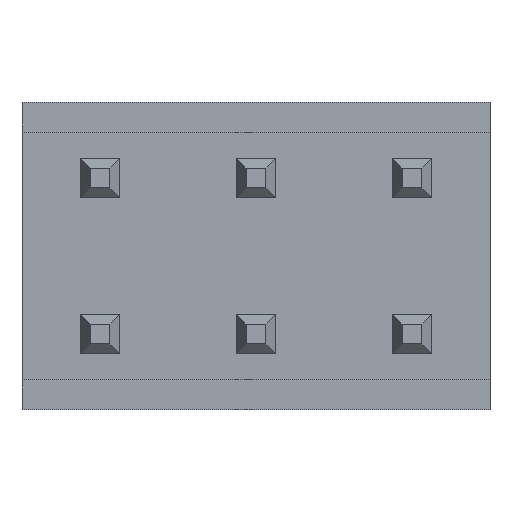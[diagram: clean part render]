
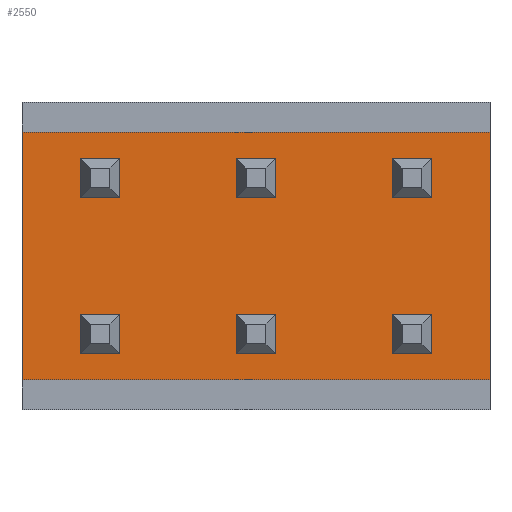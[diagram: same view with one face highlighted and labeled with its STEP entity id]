
A CAD part, front view. The second image highlights one B-rep face of the part: STEP entity #2550.
In plain terms, the highlighted planar face has unit normal (0, -1, 0).
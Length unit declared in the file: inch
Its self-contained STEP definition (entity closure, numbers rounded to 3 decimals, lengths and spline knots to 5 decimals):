
#35=FACE_BOUND('',#207,.T.);
#36=FACE_BOUND('',#208,.T.);
#37=FACE_BOUND('',#209,.T.);
#38=FACE_BOUND('',#210,.T.);
#39=FACE_BOUND('',#211,.T.);
#40=FACE_BOUND('',#212,.T.);
#56=FACE_OUTER_BOUND('',#206,.T.);
#206=EDGE_LOOP('',(#1683,#1684,#1685,#1686));
#207=EDGE_LOOP('',(#1687,#1688,#1689,#1690));
#208=EDGE_LOOP('',(#1691,#1692,#1693,#1694));
#209=EDGE_LOOP('',(#1695,#1696,#1697,#1698));
#210=EDGE_LOOP('',(#1699,#1700,#1701,#1702));
#211=EDGE_LOOP('',(#1703,#1704,#1705,#1706));
#212=EDGE_LOOP('',(#1707,#1708,#1709,#1710));
#376=LINE('',#3619,#736);
#379=LINE('',#3625,#739);
#380=LINE('',#3627,#740);
#381=LINE('',#3628,#741);
#382=LINE('',#3631,#742);
#383=LINE('',#3633,#743);
#384=LINE('',#3635,#744);
#385=LINE('',#3636,#745);
#386=LINE('',#3639,#746);
#387=LINE('',#3641,#747);
#388=LINE('',#3643,#748);
#389=LINE('',#3644,#749);
#390=LINE('',#3647,#750);
#391=LINE('',#3649,#751);
#392=LINE('',#3651,#752);
#393=LINE('',#3652,#753);
#394=LINE('',#3655,#754);
#395=LINE('',#3657,#755);
#396=LINE('',#3659,#756);
#397=LINE('',#3660,#757);
#398=LINE('',#3663,#758);
#399=LINE('',#3665,#759);
#400=LINE('',#3667,#760);
#401=LINE('',#3668,#761);
#402=LINE('',#3671,#762);
#403=LINE('',#3673,#763);
#404=LINE('',#3675,#764);
#405=LINE('',#3676,#765);
#736=VECTOR('',#2945,0.3937);
#739=VECTOR('',#2950,0.3937);
#740=VECTOR('',#2951,0.3937);
#741=VECTOR('',#2952,0.3937);
#742=VECTOR('',#2953,0.3937);
#743=VECTOR('',#2954,0.3937);
#744=VECTOR('',#2955,0.3937);
#745=VECTOR('',#2956,0.3937);
#746=VECTOR('',#2957,0.3937);
#747=VECTOR('',#2958,0.3937);
#748=VECTOR('',#2959,0.3937);
#749=VECTOR('',#2960,0.3937);
#750=VECTOR('',#2961,0.3937);
#751=VECTOR('',#2962,0.3937);
#752=VECTOR('',#2963,0.3937);
#753=VECTOR('',#2964,0.3937);
#754=VECTOR('',#2965,0.3937);
#755=VECTOR('',#2966,0.3937);
#756=VECTOR('',#2967,0.3937);
#757=VECTOR('',#2968,0.3937);
#758=VECTOR('',#2969,0.3937);
#759=VECTOR('',#2970,0.3937);
#760=VECTOR('',#2971,0.3937);
#761=VECTOR('',#2972,0.3937);
#762=VECTOR('',#2973,0.3937);
#763=VECTOR('',#2974,0.3937);
#764=VECTOR('',#2975,0.3937);
#765=VECTOR('',#2976,0.3937);
#1095=VERTEX_POINT('',#3615);
#1097=VERTEX_POINT('',#3618);
#1099=VERTEX_POINT('',#3624);
#1100=VERTEX_POINT('',#3626);
#1101=VERTEX_POINT('',#3629);
#1102=VERTEX_POINT('',#3630);
#1103=VERTEX_POINT('',#3632);
#1104=VERTEX_POINT('',#3634);
#1105=VERTEX_POINT('',#3637);
#1106=VERTEX_POINT('',#3638);
#1107=VERTEX_POINT('',#3640);
#1108=VERTEX_POINT('',#3642);
#1109=VERTEX_POINT('',#3645);
#1110=VERTEX_POINT('',#3646);
#1111=VERTEX_POINT('',#3648);
#1112=VERTEX_POINT('',#3650);
#1113=VERTEX_POINT('',#3653);
#1114=VERTEX_POINT('',#3654);
#1115=VERTEX_POINT('',#3656);
#1116=VERTEX_POINT('',#3658);
#1117=VERTEX_POINT('',#3661);
#1118=VERTEX_POINT('',#3662);
#1119=VERTEX_POINT('',#3664);
#1120=VERTEX_POINT('',#3666);
#1121=VERTEX_POINT('',#3669);
#1122=VERTEX_POINT('',#3670);
#1123=VERTEX_POINT('',#3672);
#1124=VERTEX_POINT('',#3674);
#1320=EDGE_CURVE('',#1095,#1097,#376,.T.);
#1323=EDGE_CURVE('',#1099,#1095,#379,.T.);
#1324=EDGE_CURVE('',#1099,#1100,#380,.T.);
#1325=EDGE_CURVE('',#1097,#1100,#381,.T.);
#1326=EDGE_CURVE('',#1101,#1102,#382,.T.);
#1327=EDGE_CURVE('',#1103,#1101,#383,.T.);
#1328=EDGE_CURVE('',#1104,#1103,#384,.T.);
#1329=EDGE_CURVE('',#1102,#1104,#385,.T.);
#1330=EDGE_CURVE('',#1105,#1106,#386,.T.);
#1331=EDGE_CURVE('',#1107,#1105,#387,.T.);
#1332=EDGE_CURVE('',#1108,#1107,#388,.T.);
#1333=EDGE_CURVE('',#1106,#1108,#389,.T.);
#1334=EDGE_CURVE('',#1109,#1110,#390,.T.);
#1335=EDGE_CURVE('',#1111,#1109,#391,.T.);
#1336=EDGE_CURVE('',#1112,#1111,#392,.T.);
#1337=EDGE_CURVE('',#1110,#1112,#393,.T.);
#1338=EDGE_CURVE('',#1113,#1114,#394,.T.);
#1339=EDGE_CURVE('',#1115,#1113,#395,.T.);
#1340=EDGE_CURVE('',#1116,#1115,#396,.T.);
#1341=EDGE_CURVE('',#1114,#1116,#397,.T.);
#1342=EDGE_CURVE('',#1117,#1118,#398,.T.);
#1343=EDGE_CURVE('',#1119,#1117,#399,.T.);
#1344=EDGE_CURVE('',#1120,#1119,#400,.T.);
#1345=EDGE_CURVE('',#1118,#1120,#401,.T.);
#1346=EDGE_CURVE('',#1121,#1122,#402,.T.);
#1347=EDGE_CURVE('',#1123,#1121,#403,.T.);
#1348=EDGE_CURVE('',#1124,#1123,#404,.T.);
#1349=EDGE_CURVE('',#1122,#1124,#405,.T.);
#1683=ORIENTED_EDGE('',*,*,#1323,.F.);
#1684=ORIENTED_EDGE('',*,*,#1324,.T.);
#1685=ORIENTED_EDGE('',*,*,#1325,.F.);
#1686=ORIENTED_EDGE('',*,*,#1320,.F.);
#1687=ORIENTED_EDGE('',*,*,#1326,.F.);
#1688=ORIENTED_EDGE('',*,*,#1327,.F.);
#1689=ORIENTED_EDGE('',*,*,#1328,.F.);
#1690=ORIENTED_EDGE('',*,*,#1329,.F.);
#1691=ORIENTED_EDGE('',*,*,#1330,.F.);
#1692=ORIENTED_EDGE('',*,*,#1331,.F.);
#1693=ORIENTED_EDGE('',*,*,#1332,.F.);
#1694=ORIENTED_EDGE('',*,*,#1333,.F.);
#1695=ORIENTED_EDGE('',*,*,#1334,.F.);
#1696=ORIENTED_EDGE('',*,*,#1335,.F.);
#1697=ORIENTED_EDGE('',*,*,#1336,.F.);
#1698=ORIENTED_EDGE('',*,*,#1337,.F.);
#1699=ORIENTED_EDGE('',*,*,#1338,.F.);
#1700=ORIENTED_EDGE('',*,*,#1339,.F.);
#1701=ORIENTED_EDGE('',*,*,#1340,.F.);
#1702=ORIENTED_EDGE('',*,*,#1341,.F.);
#1703=ORIENTED_EDGE('',*,*,#1342,.F.);
#1704=ORIENTED_EDGE('',*,*,#1343,.F.);
#1705=ORIENTED_EDGE('',*,*,#1344,.F.);
#1706=ORIENTED_EDGE('',*,*,#1345,.F.);
#1707=ORIENTED_EDGE('',*,*,#1346,.F.);
#1708=ORIENTED_EDGE('',*,*,#1347,.F.);
#1709=ORIENTED_EDGE('',*,*,#1348,.F.);
#1710=ORIENTED_EDGE('',*,*,#1349,.F.);
#2400=PLANE('',#2784);
#2550=ADVANCED_FACE('',(#56,#35,#36,#37,#38,#39,#40),#2400,.F.);
#2784=AXIS2_PLACEMENT_3D('',#3623,#2948,#2949);
#2945=DIRECTION('',(-1.,0.,0.));
#2948=DIRECTION('center_axis',(0.,1.,0.));
#2949=DIRECTION('ref_axis',(0.,0.,-1.));
#2950=DIRECTION('',(0.,0.,-1.));
#2951=DIRECTION('',(-1.,0.,0.));
#2952=DIRECTION('',(0.,0.,1.));
#2953=DIRECTION('',(0.,0.,-1.));
#2954=DIRECTION('',(-1.,0.,0.));
#2955=DIRECTION('',(0.,0.,1.));
#2956=DIRECTION('',(1.,0.,0.));
#2957=DIRECTION('',(0.,0.,-1.));
#2958=DIRECTION('',(-1.,0.,0.));
#2959=DIRECTION('',(0.,0.,1.));
#2960=DIRECTION('',(1.,0.,0.));
#2961=DIRECTION('',(0.,0.,-1.));
#2962=DIRECTION('',(-1.,0.,0.));
#2963=DIRECTION('',(0.,0.,1.));
#2964=DIRECTION('',(1.,0.,0.));
#2965=DIRECTION('',(0.,0.,-1.));
#2966=DIRECTION('',(-1.,0.,0.));
#2967=DIRECTION('',(0.,0.,1.));
#2968=DIRECTION('',(1.,0.,0.));
#2969=DIRECTION('',(0.,0.,-1.));
#2970=DIRECTION('',(-1.,0.,0.));
#2971=DIRECTION('',(0.,0.,1.));
#2972=DIRECTION('',(1.,0.,0.));
#2973=DIRECTION('',(0.,0.,-1.));
#2974=DIRECTION('',(-1.,0.,0.));
#2975=DIRECTION('',(0.,0.,1.));
#2976=DIRECTION('',(1.,0.,0.));
#3615=CARTESIAN_POINT('',(0.11811,0.01,-0.0625));
#3618=CARTESIAN_POINT('',(-0.11811,0.01,-0.0625));
#3619=CARTESIAN_POINT('',(0.11811,0.01,-0.0625));
#3623=CARTESIAN_POINT('Origin',(0.11811,0.01,0.0625));
#3624=CARTESIAN_POINT('',(0.11811,0.01,0.0625));
#3625=CARTESIAN_POINT('',(0.11811,0.01,0.07));
#3626=CARTESIAN_POINT('',(-0.11811,0.01,0.0625));
#3627=CARTESIAN_POINT('',(0.11811,0.01,0.0625));
#3628=CARTESIAN_POINT('',(-0.11811,0.01,-0.0075));
#3629=CARTESIAN_POINT('',(-0.08874,0.01,0.04937));
#3630=CARTESIAN_POINT('',(-0.08874,0.01,0.02937));
#3631=CARTESIAN_POINT('',(-0.08874,0.01,0.04594));
#3632=CARTESIAN_POINT('',(-0.06874,0.01,0.04937));
#3633=CARTESIAN_POINT('',(0.01469,0.01,0.04937));
#3634=CARTESIAN_POINT('',(-0.06874,0.01,0.02937));
#3635=CARTESIAN_POINT('',(-0.06874,0.01,0.05594));
#3636=CARTESIAN_POINT('',(0.02469,0.01,0.02937));
#3637=CARTESIAN_POINT('',(-0.08874,0.01,-0.02937));
#3638=CARTESIAN_POINT('',(-0.08874,0.01,-0.04937));
#3639=CARTESIAN_POINT('',(-0.08874,0.01,0.00657));
#3640=CARTESIAN_POINT('',(-0.06874,0.01,-0.02937));
#3641=CARTESIAN_POINT('',(0.01469,0.01,-0.02937));
#3642=CARTESIAN_POINT('',(-0.06874,0.01,-0.04937));
#3643=CARTESIAN_POINT('',(-0.06874,0.01,0.01657));
#3644=CARTESIAN_POINT('',(0.02469,0.01,-0.04937));
#3645=CARTESIAN_POINT('',(-0.01,0.01,0.04937));
#3646=CARTESIAN_POINT('',(-0.01,0.01,0.02937));
#3647=CARTESIAN_POINT('',(-0.01,0.01,0.04594));
#3648=CARTESIAN_POINT('',(0.01,0.01,0.04937));
#3649=CARTESIAN_POINT('',(0.05406,0.01,0.04937));
#3650=CARTESIAN_POINT('',(0.01,0.01,0.02937));
#3651=CARTESIAN_POINT('',(0.01,0.01,0.05594));
#3652=CARTESIAN_POINT('',(0.06406,0.01,0.02937));
#3653=CARTESIAN_POINT('',(-0.01,0.01,-0.02937));
#3654=CARTESIAN_POINT('',(-0.01,0.01,-0.04937));
#3655=CARTESIAN_POINT('',(-0.01,0.01,0.00657));
#3656=CARTESIAN_POINT('',(0.01,0.01,-0.02937));
#3657=CARTESIAN_POINT('',(0.05406,0.01,-0.02937));
#3658=CARTESIAN_POINT('',(0.01,0.01,-0.04937));
#3659=CARTESIAN_POINT('',(0.01,0.01,0.01657));
#3660=CARTESIAN_POINT('',(0.06406,0.01,-0.04937));
#3661=CARTESIAN_POINT('',(0.06874,0.01,0.04937));
#3662=CARTESIAN_POINT('',(0.06874,0.01,0.02937));
#3663=CARTESIAN_POINT('',(0.06874,0.01,0.04594));
#3664=CARTESIAN_POINT('',(0.08874,0.01,0.04937));
#3665=CARTESIAN_POINT('',(0.09343,0.01,0.04937));
#3666=CARTESIAN_POINT('',(0.08874,0.01,0.02937));
#3667=CARTESIAN_POINT('',(0.08874,0.01,0.05594));
#3668=CARTESIAN_POINT('',(0.10343,0.01,0.02937));
#3669=CARTESIAN_POINT('',(0.06874,0.01,-0.02937));
#3670=CARTESIAN_POINT('',(0.06874,0.01,-0.04937));
#3671=CARTESIAN_POINT('',(0.06874,0.01,0.00657));
#3672=CARTESIAN_POINT('',(0.08874,0.01,-0.02937));
#3673=CARTESIAN_POINT('',(0.09343,0.01,-0.02937));
#3674=CARTESIAN_POINT('',(0.08874,0.01,-0.04937));
#3675=CARTESIAN_POINT('',(0.08874,0.01,0.01657));
#3676=CARTESIAN_POINT('',(0.10343,0.01,-0.04937));
